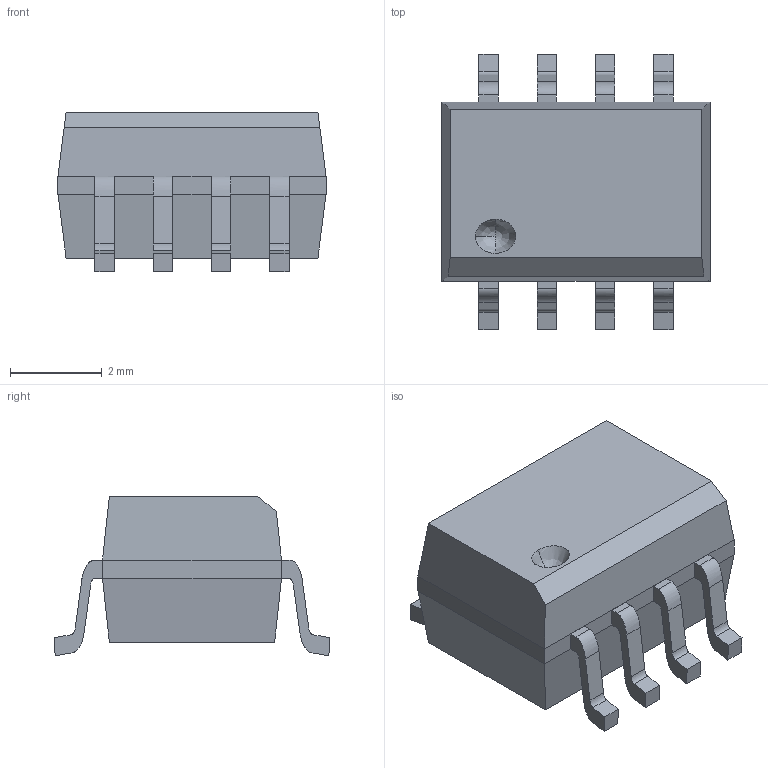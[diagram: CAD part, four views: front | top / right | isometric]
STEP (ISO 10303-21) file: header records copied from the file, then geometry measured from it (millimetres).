
FILE_DESCRIPTION (( 'STEP AP214' ), '1' );
FILE_NAME ('User Library-SOIC127P610X343-8N.STEP', '2020-02-18T06:20:13', ( '' ), ( '' ), 'SwSTEP 2.0', 'SolidWorks 2019', '' );
FILE_SCHEMA (( 'AUTOMOTIVE_DESIGN' ));
Length unit declared in the file: millimetre
Products named in the file (10): 6; User Library-SOIC127P610X343-8N; Part1; 3; 5; 4; 7; 2; 1; 8
Assembly tree (9 placements, depth 2):
  User Library-SOIC127P610X343-8N
    1
    2
    3
    4
    5
    6
    7
    8
    Part1
Bounding box: 5.84 x 6 x 3.48 mm (x, y, z)
Volume: 69.8 mm3; surface area: 127.7 mm2
Topology: 9 solids, 9 shells, 130 faces, 328 edges, 214 vertices
Faces by surface type: plane 95, bspline 35
Entity records: 6129 total; most frequent: CARTESIAN_POINT 1463, ORIENTED_EDGE 650, DIRECTION 469, EDGE_CURVE 325, LINE 255, VECTOR 255, VERTEX_POINT 214, UNCERTAINTY_MEASURE_WITH_UNIT 158
